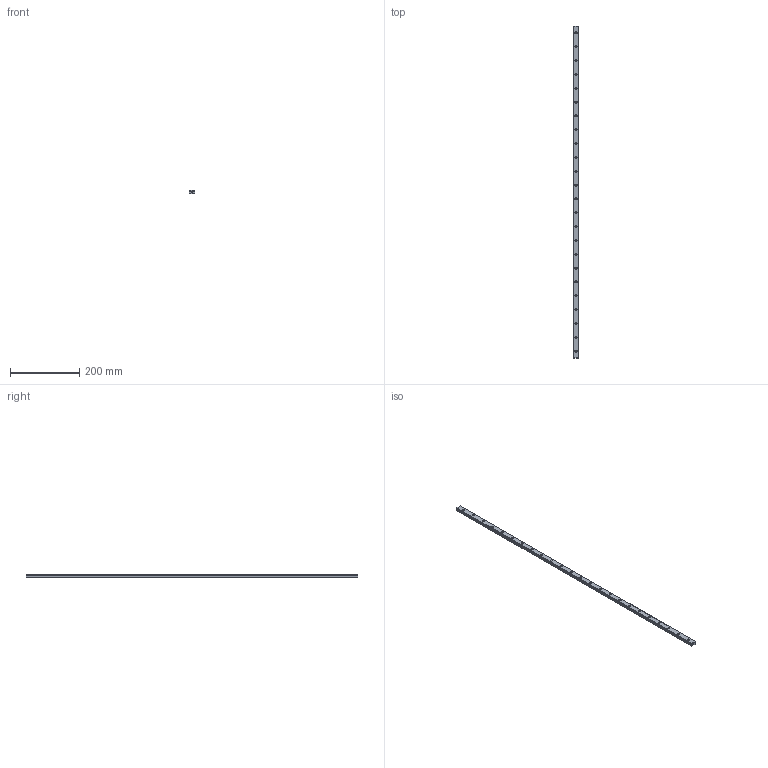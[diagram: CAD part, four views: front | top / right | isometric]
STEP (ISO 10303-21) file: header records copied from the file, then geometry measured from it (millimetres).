
FILE_DESCRIPTION(('STEP AP214'),'1');
FILE_NAME('cctmp_C2A76C6E-64F0-4350-9FF4-5049CC3C68AD_2021_02_19_13_22_53_0749..stp','2021-02-19T12:22:53',('HIWIN GmbH'),('CADClick - www.CADClick.com'),'Spatial InterOp 3D',' ','unknown authorization');
FILE_SCHEMA(('AUTOMOTIVE_DESIGN'));
Length unit declared in the file: millimetre
Products named in the file (1): MGNR15R960CM_FILE
Bounding box: 15 x 960 x 10 mm (x, y, z)
Volume: 133373.6 mm3; surface area: 56975.2 mm2
Topology: 1 solids, 1 shells, 311 faces, 699 edges, 466 vertices
Faces by surface type: cylinder 160, plane 151
Entity records: 11305 total; most frequent: DIRECTION 1643, CARTESIAN_POINT 1477, ORIENTED_EDGE 1398, EDGE_CURVE 699, AXIS2_PLACEMENT_3D 632, VERTEX_POINT 466, EDGE_LOOP 387, LINE 379
